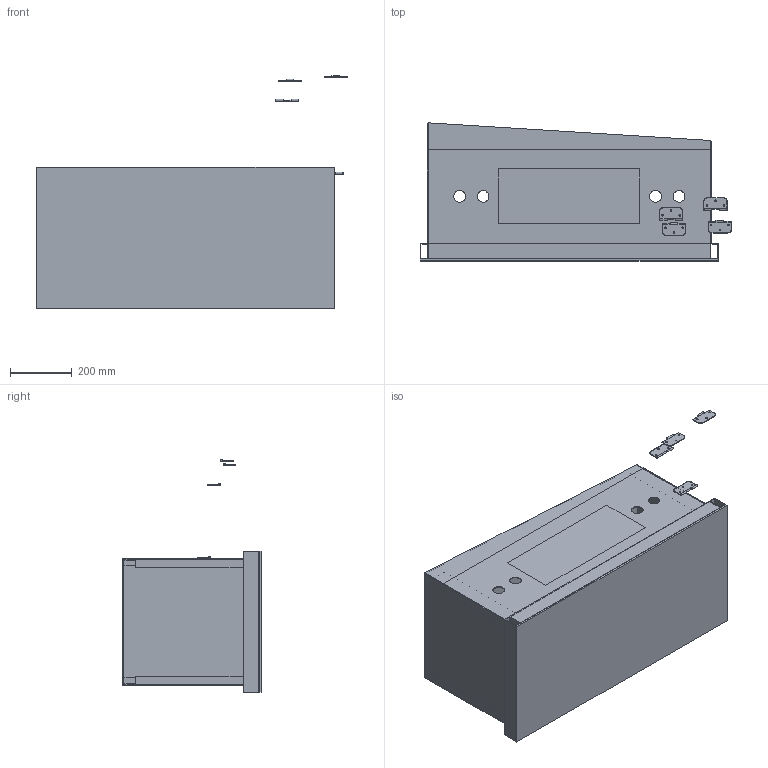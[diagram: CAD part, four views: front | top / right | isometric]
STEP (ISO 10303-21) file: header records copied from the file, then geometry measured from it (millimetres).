
FILE_DESCRIPTION(/* description */ (''),/* implementation_level */ '2;1');
FILE_NAME(/* name */ 'Version4EACCEnclsoure.step',/* time_stamp */ '2023-05-22T10:18:18-04:00',/* author */ (''),/* organization */ (''),/* preprocessor_version */ 'ST-DEVELOPER v19.2',/* originating_system */ 'Autodesk Translation Framework v12.4.0.73',/* authorisation */ '');
FILE_SCHEMA (('AUTOMOTIVE_DESIGN { 1 0 10303 214 3 1 1 }'));
Length unit declared in the file: inch
Products named in the file (21): Metal_Frame_Design; Component1; Component2; Component3; Component4; Component5; Component6; Component8; Component9; Component10; Component12; Component13; 3dPrinted1; 3dPrinted2; Component16; Component17; Component18; Hinge; Hinge_1; Hinge1; Hinge2
Assembly tree (24 placements, depth 3):
  Metal_Frame_Design
    Component1
    Component2
    Component3
    Component4
    Component5
    Component6
    Component8
    Component9
    Component10  x2
    Component12
    Component13
    3dPrinted1
    3dPrinted2
    Component16
    Component17  x2
    Component18
    Hinge
      Hinge1
      Hinge2
    Hinge_1
      Hinge1
      Hinge2
Bounding box: 1008.56 x 447.68 x 754.66 mm (x, y, z)
Volume: 7843613 mm3; surface area: 4772957.5 mm2
Topology: 25 solids, 25 shells, 370 faces, 872 edges, 564 vertices
Faces by surface type: plane 254, cylinder 96, torus 20
Full cylindrical faces by diameter (mm): 5.08 x12, 38.1 x8
Entity records: 9330 total; most frequent: CARTESIAN_POINT 1570, DIRECTION 1522, ORIENTED_EDGE 1412, EDGE_CURVE 706, LINE 566, VECTOR 566, AXIS2_PLACEMENT_3D 478, VERTEX_POINT 462
